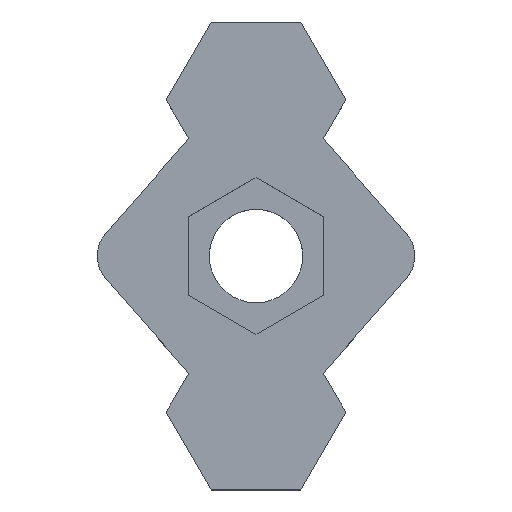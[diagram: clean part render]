
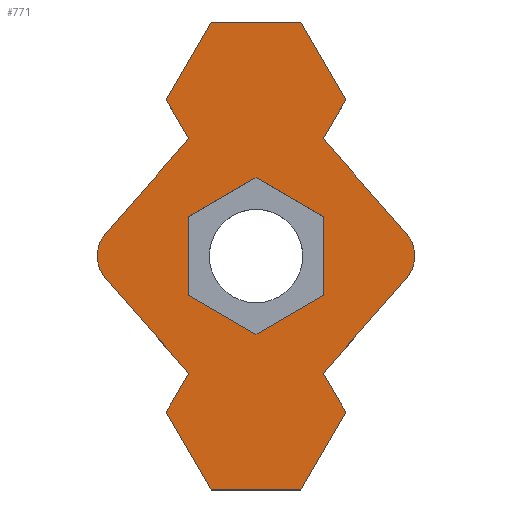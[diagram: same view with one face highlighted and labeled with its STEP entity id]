
A CAD part, top view. The second image highlights one B-rep face of the part: STEP entity #771.
In plain terms, the highlighted planar face has unit normal (0, 0, 1).
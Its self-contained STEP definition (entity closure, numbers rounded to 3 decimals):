
#20=FACE_BOUND('',#114,.T.);
#29=CIRCLE('',#831,2.);
#35=CIRCLE('',#840,2.);
#66=FACE_OUTER_BOUND('',#113,.T.);
#113=EDGE_LOOP('',(#612,#613,#614,#615,#616,#617,#618,#619,#620,#621,#622,
#623,#624,#625,#626,#627));
#114=EDGE_LOOP('',(#628,#629,#630,#631,#632,#633));
#179=LINE('',#1174,#272);
#182=LINE('',#1179,#275);
#184=LINE('',#1183,#277);
#186=LINE('',#1187,#279);
#188=LINE('',#1191,#281);
#190=LINE('',#1195,#283);
#193=LINE('',#1203,#286);
#194=LINE('',#1217,#287);
#195=LINE('',#1219,#288);
#196=LINE('',#1221,#289);
#197=LINE('',#1223,#290);
#198=LINE('',#1225,#291);
#199=LINE('',#1227,#292);
#200=LINE('',#1230,#293);
#201=LINE('',#1233,#294);
#202=LINE('',#1235,#295);
#203=LINE('',#1237,#296);
#204=LINE('',#1239,#297);
#205=LINE('',#1241,#298);
#206=LINE('',#1242,#299);
#272=VECTOR('',#951,10.);
#275=VECTOR('',#956,10.);
#277=VECTOR('',#960,10.);
#279=VECTOR('',#964,10.);
#281=VECTOR('',#968,10.);
#283=VECTOR('',#972,10.);
#286=VECTOR('',#981,10.);
#287=VECTOR('',#996,10.);
#288=VECTOR('',#997,10.);
#289=VECTOR('',#998,10.);
#290=VECTOR('',#999,10.);
#291=VECTOR('',#1000,10.);
#292=VECTOR('',#1001,10.);
#293=VECTOR('',#1004,10.);
#294=VECTOR('',#1005,10.);
#295=VECTOR('',#1006,10.);
#296=VECTOR('',#1007,10.);
#297=VECTOR('',#1008,10.);
#298=VECTOR('',#1009,10.);
#299=VECTOR('',#1010,10.);
#352=VERTEX_POINT('',#1171);
#353=VERTEX_POINT('',#1173);
#354=VERTEX_POINT('',#1177);
#355=VERTEX_POINT('',#1181);
#356=VERTEX_POINT('',#1185);
#357=VERTEX_POINT('',#1189);
#358=VERTEX_POINT('',#1193);
#359=VERTEX_POINT('',#1197);
#360=VERTEX_POINT('',#1201);
#366=VERTEX_POINT('',#1216);
#367=VERTEX_POINT('',#1218);
#368=VERTEX_POINT('',#1220);
#369=VERTEX_POINT('',#1222);
#370=VERTEX_POINT('',#1224);
#371=VERTEX_POINT('',#1226);
#372=VERTEX_POINT('',#1228);
#373=VERTEX_POINT('',#1231);
#374=VERTEX_POINT('',#1232);
#375=VERTEX_POINT('',#1234);
#376=VERTEX_POINT('',#1236);
#377=VERTEX_POINT('',#1238);
#378=VERTEX_POINT('',#1240);
#437=EDGE_CURVE('',#353,#352,#179,.T.);
#440=EDGE_CURVE('',#352,#354,#182,.T.);
#442=EDGE_CURVE('',#354,#355,#184,.T.);
#444=EDGE_CURVE('',#355,#356,#186,.T.);
#446=EDGE_CURVE('',#356,#357,#188,.T.);
#448=EDGE_CURVE('',#357,#358,#190,.T.);
#450=EDGE_CURVE('',#359,#358,#29,.T.);
#452=EDGE_CURVE('',#359,#360,#193,.T.);
#458=EDGE_CURVE('',#360,#366,#194,.T.);
#459=EDGE_CURVE('',#366,#367,#195,.T.);
#460=EDGE_CURVE('',#367,#368,#196,.T.);
#461=EDGE_CURVE('',#368,#369,#197,.T.);
#462=EDGE_CURVE('',#369,#370,#198,.T.);
#463=EDGE_CURVE('',#370,#371,#199,.T.);
#464=EDGE_CURVE('',#372,#371,#35,.T.);
#465=EDGE_CURVE('',#372,#353,#200,.T.);
#466=EDGE_CURVE('',#373,#374,#201,.T.);
#467=EDGE_CURVE('',#374,#375,#202,.T.);
#468=EDGE_CURVE('',#375,#376,#203,.T.);
#469=EDGE_CURVE('',#376,#377,#204,.T.);
#470=EDGE_CURVE('',#377,#378,#205,.T.);
#471=EDGE_CURVE('',#378,#373,#206,.T.);
#612=ORIENTED_EDGE('',*,*,#450,.F.);
#613=ORIENTED_EDGE('',*,*,#452,.T.);
#614=ORIENTED_EDGE('',*,*,#458,.T.);
#615=ORIENTED_EDGE('',*,*,#459,.T.);
#616=ORIENTED_EDGE('',*,*,#460,.T.);
#617=ORIENTED_EDGE('',*,*,#461,.T.);
#618=ORIENTED_EDGE('',*,*,#462,.T.);
#619=ORIENTED_EDGE('',*,*,#463,.T.);
#620=ORIENTED_EDGE('',*,*,#464,.F.);
#621=ORIENTED_EDGE('',*,*,#465,.T.);
#622=ORIENTED_EDGE('',*,*,#437,.T.);
#623=ORIENTED_EDGE('',*,*,#440,.T.);
#624=ORIENTED_EDGE('',*,*,#442,.T.);
#625=ORIENTED_EDGE('',*,*,#444,.T.);
#626=ORIENTED_EDGE('',*,*,#446,.T.);
#627=ORIENTED_EDGE('',*,*,#448,.T.);
#628=ORIENTED_EDGE('',*,*,#466,.T.);
#629=ORIENTED_EDGE('',*,*,#467,.T.);
#630=ORIENTED_EDGE('',*,*,#468,.T.);
#631=ORIENTED_EDGE('',*,*,#469,.T.);
#632=ORIENTED_EDGE('',*,*,#470,.T.);
#633=ORIENTED_EDGE('',*,*,#471,.T.);
#731=PLANE('',#839);
#771=ADVANCED_FACE('',(#66,#20),#731,.T.);
#831=AXIS2_PLACEMENT_3D('',#1199,#976,#977);
#839=AXIS2_PLACEMENT_3D('',#1215,#994,#995);
#840=AXIS2_PLACEMENT_3D('',#1229,#1002,#1003);
#951=DIRECTION('',(0.5,0.866,0.));
#956=DIRECTION('',(-0.5,0.866,0.));
#960=DIRECTION('',(-1.,0.,0.));
#964=DIRECTION('',(-0.5,-0.866,0.));
#968=DIRECTION('',(0.5,-0.866,0.));
#972=DIRECTION('',(-0.658,-0.753,0.));
#976=DIRECTION('center_axis',(0.,0.,-1.));
#977=DIRECTION('ref_axis',(-1.,0.,0.));
#981=DIRECTION('',(0.658,-0.753,0.));
#994=DIRECTION('center_axis',(0.,0.,1.));
#995=DIRECTION('ref_axis',(1.,0.,0.));
#996=DIRECTION('',(-0.5,-0.866,0.));
#997=DIRECTION('',(0.5,-0.866,0.));
#998=DIRECTION('',(1.,0.,0.));
#999=DIRECTION('',(0.5,0.866,0.));
#1000=DIRECTION('',(-0.5,0.866,0.));
#1001=DIRECTION('',(0.658,0.753,0.));
#1002=DIRECTION('center_axis',(0.,0.,-1.));
#1003=DIRECTION('ref_axis',(1.,0.,0.));
#1004=DIRECTION('',(-0.658,0.753,0.));
#1005=DIRECTION('',(-0.866,-0.5,0.));
#1006=DIRECTION('',(-0.866,0.5,0.));
#1007=DIRECTION('',(0.,1.,0.));
#1008=DIRECTION('',(0.866,0.5,0.));
#1009=DIRECTION('',(0.866,-0.5,0.));
#1010=DIRECTION('',(0.,-1.,0.));
#1171=CARTESIAN_POINT('',(5.288,9.199,4.));
#1173=CARTESIAN_POINT('',(3.966,6.909,4.));
#1174=CARTESIAN_POINT('',(2.644,4.619,4.));
#1177=CARTESIAN_POINT('',(2.644,13.778,4.));
#1179=CARTESIAN_POINT('',(5.288,9.199,4.));
#1181=CARTESIAN_POINT('',(-2.644,13.778,4.));
#1183=CARTESIAN_POINT('',(2.644,13.778,4.));
#1185=CARTESIAN_POINT('',(-5.288,9.199,4.));
#1187=CARTESIAN_POINT('',(-2.644,13.778,4.));
#1189=CARTESIAN_POINT('',(-3.966,6.909,4.));
#1191=CARTESIAN_POINT('',(-5.288,9.199,4.));
#1193=CARTESIAN_POINT('',(-8.851,1.316,4.));
#1195=CARTESIAN_POINT('',(-3.966,6.909,4.));
#1197=CARTESIAN_POINT('',(-8.851,-1.316,4.));
#1199=CARTESIAN_POINT('Origin',(-7.345,0.,
4.));
#1201=CARTESIAN_POINT('',(-3.966,-6.909,4.));
#1203=CARTESIAN_POINT('',(-10.,0.,4.));
#1215=CARTESIAN_POINT('Origin',(0.,0.,4.));
#1216=CARTESIAN_POINT('',(-5.288,-9.199,4.));
#1217=CARTESIAN_POINT('',(-2.644,-4.619,4.));
#1218=CARTESIAN_POINT('',(-2.644,-13.778,4.));
#1219=CARTESIAN_POINT('',(-5.288,-9.199,4.));
#1220=CARTESIAN_POINT('',(2.644,-13.778,4.));
#1221=CARTESIAN_POINT('',(-2.644,-13.778,4.));
#1222=CARTESIAN_POINT('',(5.288,-9.199,4.));
#1223=CARTESIAN_POINT('',(2.644,-13.778,4.));
#1224=CARTESIAN_POINT('',(3.966,-6.909,4.));
#1225=CARTESIAN_POINT('',(5.288,-9.199,4.));
#1226=CARTESIAN_POINT('',(8.851,-1.316,4.));
#1227=CARTESIAN_POINT('',(10.,0.,4.));
#1228=CARTESIAN_POINT('',(8.851,1.316,4.));
#1229=CARTESIAN_POINT('Origin',(7.345,0.,4.));
#1230=CARTESIAN_POINT('',(3.966,6.909,4.));
#1231=CARTESIAN_POINT('',(4.,-2.309,4.));
#1232=CARTESIAN_POINT('',(0.,-4.619,4.));
#1233=CARTESIAN_POINT('',(0.,-4.619,4.));
#1234=CARTESIAN_POINT('',(-4.,-2.309,4.));
#1235=CARTESIAN_POINT('',(-4.,-2.309,4.));
#1236=CARTESIAN_POINT('',(-4.,2.309,4.));
#1237=CARTESIAN_POINT('',(-4.,2.309,4.));
#1238=CARTESIAN_POINT('',(0.,4.619,4.));
#1239=CARTESIAN_POINT('',(0.,4.619,4.));
#1240=CARTESIAN_POINT('',(4.,2.309,4.));
#1241=CARTESIAN_POINT('',(4.,2.309,4.));
#1242=CARTESIAN_POINT('',(4.,-2.309,4.));
